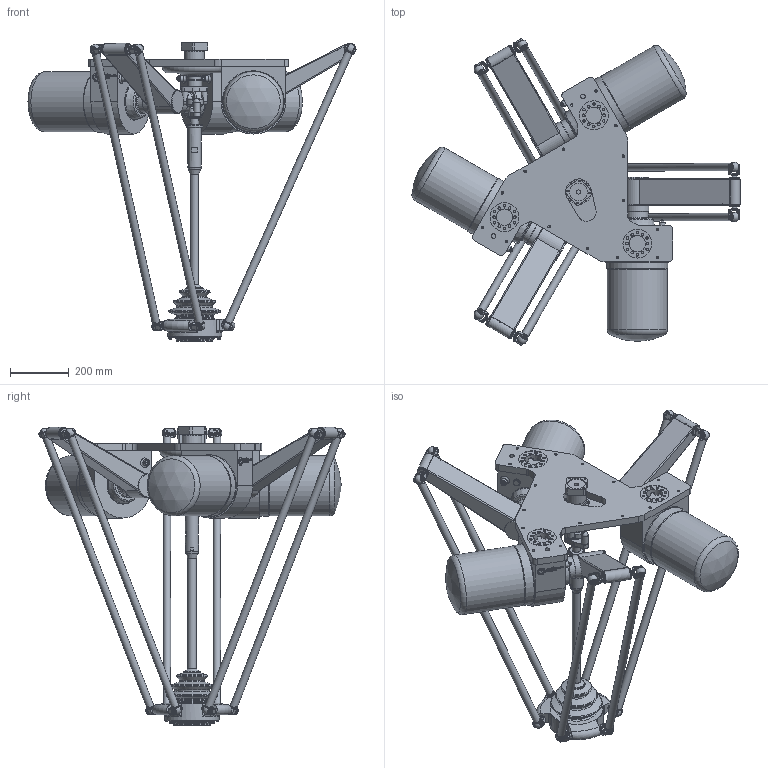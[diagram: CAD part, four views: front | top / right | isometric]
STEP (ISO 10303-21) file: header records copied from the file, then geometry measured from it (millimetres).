
FILE_DESCRIPTION(/* description */ (''),/* implementation_level */ '2;1');
FILE_NAME(/* name */ '3D-model_A_00026-02.stp',/* time_stamp */ '2022-04-06T17:05:17+02:00',/* author */ ('julien.schuhler'),/* organization */ ('Majatronic'),/* preprocessor_version */ 'ST-DEVELOPER v16.5',/* originating_system */ 'Autodesk Inventor 2017',/* authorisation */ '');
FILE_SCHEMA (('AUTOMOTIVE_DESIGN { 1 0 10303 214 3 1 1 }'));
Length unit declared in the file: millimetre
Products named in the file (14): MT_BGR00019458MT_BGR; MT_BGR00018389MT_BGR; MT_WST00056794MT_WST; MT_WST00056859MT_WST; MT_WST00056978MT_WST; MT_WST00056980MT_WST; MT_WST00056982MT_WST; MT_WST00056879MT_WST; MT_WST00056878MT_WST; MT_WST00060598MT_WST; MT_WST00060603MT_WST; MT_WST00060600MT_WST; MT_WST00060602MT_WST; MT_WST00055534MT_WST
Assembly tree (27 placements, depth 3):
  MT_BGR00019458MT_BGR
    MT_BGR00018389MT_BGR
      MT_WST00056794MT_WST
      MT_WST00056859MT_WST  x3
    MT_WST00056978MT_WST
    MT_WST00056980MT_WST
    MT_WST00056982MT_WST
    MT_WST00056879MT_WST
    MT_WST00056878MT_WST
    MT_WST00060598MT_WST  x3
    MT_WST00060600MT_WST  x6
    MT_WST00060602MT_WST  x6
    MT_WST00060603MT_WST
    MT_WST00055534MT_WST
Bounding box: 1115.89 x 1041.64 x 1015.5 mm (x, y, z)
Volume: 60819184.9 mm3; surface area: 3307909.4 mm2
Topology: 29 solids, 34 shells, 2556 faces, 6188 edges, 3960 vertices
Faces by surface type: plane 1077, cylinder 680, bspline 324, torus 304, cone 150, sphere 21
Full cylindrical faces by diameter (mm): 3.8 x2, 4 x2, 4.35 x8, 4.917 x4, 6 x8, 6.647 x6, 8 x1, 8.376 x33, 9 x18, 10 x3, 11 x27, 12 x15, 14 x9, 16 x14, 19.7 x2, 20 x6, 22 x4, 24 x4, 25 x1, 25.4 x6, 27 x1, 28 x2, 32 x1, 34 x6, 40 x1, 43 x1, 45 x4, 48 x1, 49 x1, 50 x2
Entity records: 36197 total; most frequent: CARTESIAN_POINT 10390, DIRECTION 5363, ORIENTED_EDGE 4584, EDGE_CURVE 2292, AXIS2_PLACEMENT_3D 2136, EDGE_LOOP 1711, VERTEX_POINT 1651, ADVANCED_FACE 1144
